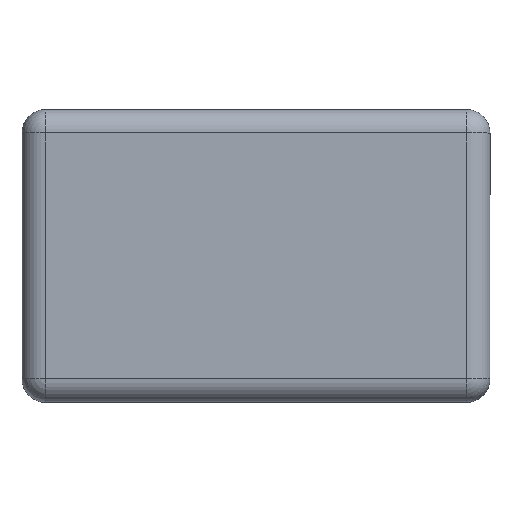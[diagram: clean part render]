
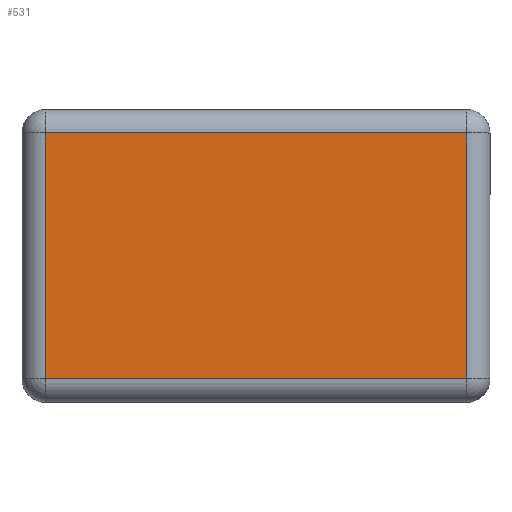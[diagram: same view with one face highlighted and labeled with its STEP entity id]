
A CAD part, top view. The second image highlights one B-rep face of the part: STEP entity #531.
In plain terms, the highlighted planar face has unit normal (0, 0, 1).
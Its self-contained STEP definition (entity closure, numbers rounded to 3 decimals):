
#17=PLANE('',#580);
#27=LINE('',#763,#51);
#35=LINE('',#787,#59);
#36=LINE('',#791,#60);
#38=LINE('',#797,#62);
#51=VECTOR('',#641,1000.);
#59=VECTOR('',#669,1000.);
#60=VECTOR('',#674,1000.);
#62=VECTOR('',#680,1000.);
#130=ORIENTED_EDGE('',*,*,#207,.T.);
#131=ORIENTED_EDGE('',*,*,#210,.T.);
#132=ORIENTED_EDGE('',*,*,#205,.F.);
#133=ORIENTED_EDGE('',*,*,#193,.T.);
#193=EDGE_CURVE('',#236,#233,#27,.T.);
#205=EDGE_CURVE('',#236,#243,#35,.T.);
#207=EDGE_CURVE('',#233,#244,#36,.T.);
#210=EDGE_CURVE('',#244,#243,#38,.T.);
#233=VERTEX_POINT('',#752);
#236=VERTEX_POINT('',#761);
#243=VERTEX_POINT('',#788);
#244=VERTEX_POINT('',#792);
#287=EDGE_LOOP('',(#130,#131,#132,#133));
#313=FACE_BOUND('',#287,.T.);
#531=ADVANCED_FACE('',(#313),#17,.F.);
#580=AXIS2_PLACEMENT_3D('',#796,#678,#679);
#641=DIRECTION('',(1.,0.,0.));
#669=DIRECTION('',(0.,1.,0.));
#674=DIRECTION('',(0.,1.,0.));
#678=DIRECTION('',(0.,0.,-1.));
#679=DIRECTION('',(-1.,0.,0.));
#680=DIRECTION('',(-1.,0.,0.));
#752=CARTESIAN_POINT('',(0.525,-0.9,0.425));
#761=CARTESIAN_POINT('',(-0.525,-0.9,0.425));
#763=CARTESIAN_POINT('',(0.625,-0.9,0.425));
#787=CARTESIAN_POINT('',(-0.525,-0.55,0.425));
#788=CARTESIAN_POINT('',(-0.525,0.9,0.425));
#791=CARTESIAN_POINT('',(0.525,-0.55,0.425));
#792=CARTESIAN_POINT('',(0.525,0.9,0.425));
#796=CARTESIAN_POINT('',(0.625,-0.55,0.425));
#797=CARTESIAN_POINT('',(-0.625,0.9,0.425));
